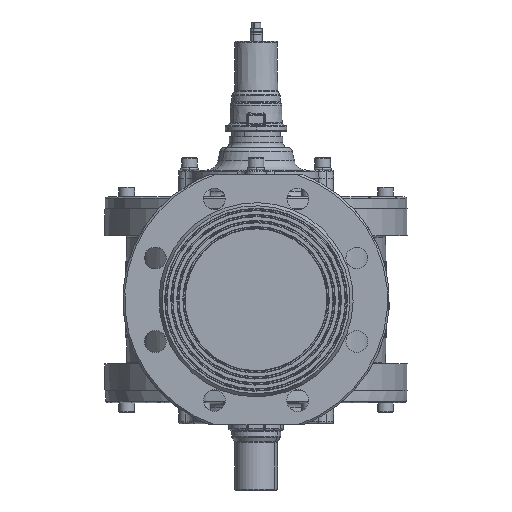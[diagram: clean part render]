
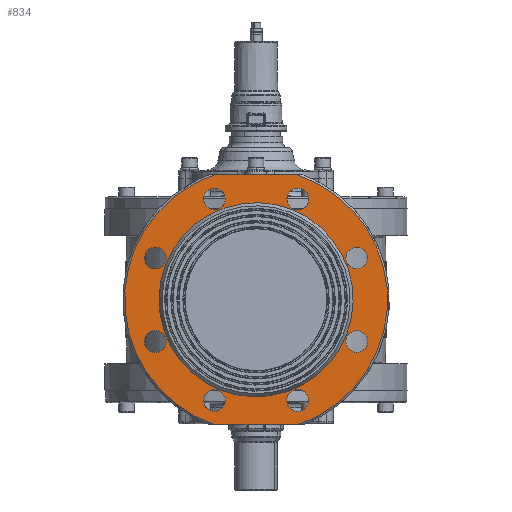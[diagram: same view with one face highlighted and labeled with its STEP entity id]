
A CAD part, front view. The second image highlights one B-rep face of the part: STEP entity #834.
In plain terms, the highlighted planar face has unit normal (0, -1, 0).
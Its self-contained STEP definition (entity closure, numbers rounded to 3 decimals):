
#597=CARTESIAN_POINT('Vertex',(-38.401,-170.5,70.293)) ;
#600=CARTESIAN_POINT('Axis2P3D Location',(0.,-170.5,0.)) ;
#604=CARTESIAN_POINT('Vertex',(38.401,-170.5,-70.293)) ;
#619=CARTESIAN_POINT('Axis2P3D Location',(0.,-170.5,0.)) ;
#631=CARTESIAN_POINT('Axis2P3D Location',(0.,-170.5,108.5)) ;
#636=CARTESIAN_POINT('Axis2P3D Location',(0.,-170.5,0.)) ;
#640=CARTESIAN_POINT('Vertex',(-34.106,-170.5,103.)) ;
#642=CARTESIAN_POINT('Vertex',(-52.018,-170.5,95.218)) ;
#645=CARTESIAN_POINT('Axis2P3D Location',(0.,-170.5,0.)) ;
#649=CARTESIAN_POINT('Vertex',(-34.106,-170.5,-103.)) ;
#652=CARTESIAN_POINT('Line Origine',(0.,-170.5,-103.)) ;
#656=CARTESIAN_POINT('Vertex',(34.106,-170.5,-103.)) ;
#659=CARTESIAN_POINT('Axis2P3D Location',(0.,-170.5,0.)) ;
#663=CARTESIAN_POINT('Vertex',(52.018,-170.5,-95.218)) ;
#666=CARTESIAN_POINT('Axis2P3D Location',(0.,-170.5,0.)) ;
#670=CARTESIAN_POINT('Vertex',(34.106,-170.5,103.)) ;
#673=CARTESIAN_POINT('Line Origine',(0.,-170.5,103.)) ;
#690=CARTESIAN_POINT('Axis2P3D Location',(34.442,-170.5,83.149)) ;
#694=CARTESIAN_POINT('Vertex',(34.41,-170.5,74.149)) ;
#696=CARTESIAN_POINT('Vertex',(34.473,-170.5,92.149)) ;
#699=CARTESIAN_POINT('Axis2P3D Location',(34.442,-170.5,83.149)) ;
#708=CARTESIAN_POINT('Axis2P3D Location',(-83.149,-170.5,-34.442)) ;
#712=CARTESIAN_POINT('Vertex',(-76.763,-170.5,-28.1)) ;
#714=CARTESIAN_POINT('Vertex',(-89.535,-170.5,-40.783)) ;
#717=CARTESIAN_POINT('Axis2P3D Location',(-83.149,-170.5,-34.442)) ;
#726=CARTESIAN_POINT('Axis2P3D Location',(-83.149,-170.5,34.442)) ;
#730=CARTESIAN_POINT('Vertex',(-74.149,-170.5,34.41)) ;
#732=CARTESIAN_POINT('Vertex',(-92.149,-170.5,34.473)) ;
#735=CARTESIAN_POINT('Axis2P3D Location',(-83.149,-170.5,34.442)) ;
#744=CARTESIAN_POINT('Axis2P3D Location',(-34.442,-170.5,83.149)) ;
#748=CARTESIAN_POINT('Vertex',(-28.1,-170.5,76.763)) ;
#750=CARTESIAN_POINT('Vertex',(-40.783,-170.5,89.535)) ;
#753=CARTESIAN_POINT('Axis2P3D Location',(-34.442,-170.5,83.149)) ;
#762=CARTESIAN_POINT('Axis2P3D Location',(83.149,-170.5,34.442)) ;
#766=CARTESIAN_POINT('Vertex',(76.763,-170.5,28.1)) ;
#768=CARTESIAN_POINT('Vertex',(89.535,-170.5,40.783)) ;
#771=CARTESIAN_POINT('Axis2P3D Location',(83.149,-170.5,34.442)) ;
#780=CARTESIAN_POINT('Axis2P3D Location',(83.149,-170.5,-34.442)) ;
#784=CARTESIAN_POINT('Vertex',(74.149,-170.5,-34.41)) ;
#786=CARTESIAN_POINT('Vertex',(92.149,-170.5,-34.473)) ;
#789=CARTESIAN_POINT('Axis2P3D Location',(83.149,-170.5,-34.442)) ;
#798=CARTESIAN_POINT('Axis2P3D Location',(34.442,-170.5,-83.149)) ;
#802=CARTESIAN_POINT('Vertex',(28.1,-170.5,-76.763)) ;
#804=CARTESIAN_POINT('Vertex',(40.783,-170.5,-89.535)) ;
#807=CARTESIAN_POINT('Axis2P3D Location',(34.442,-170.5,-83.149)) ;
#816=CARTESIAN_POINT('Axis2P3D Location',(-34.442,-170.5,-83.149)) ;
#820=CARTESIAN_POINT('Vertex',(-34.41,-170.5,-74.149)) ;
#822=CARTESIAN_POINT('Vertex',(-34.473,-170.5,-92.149)) ;
#825=CARTESIAN_POINT('Axis2P3D Location',(-34.442,-170.5,-83.149)) ;
#654=VECTOR('Line Direction',#653,1.) ;
#675=VECTOR('Line Direction',#674,1.) ;
#601=DIRECTION('Axis2P3D Direction',(0.,1.,-0.)) ;
#620=DIRECTION('Axis2P3D Direction',(0.,1.,-0.)) ;
#632=DIRECTION('Axis2P3D Direction',(0.,-1.,0.)) ;
#633=DIRECTION('Axis2P3D XDirection',(1.,0.,0.)) ;
#637=DIRECTION('Axis2P3D Direction',(0.,-1.,0.)) ;
#646=DIRECTION('Axis2P3D Direction',(0.,-1.,0.)) ;
#653=DIRECTION('Vector Direction',(-1.,0.,0.)) ;
#660=DIRECTION('Axis2P3D Direction',(0.,-1.,0.)) ;
#667=DIRECTION('Axis2P3D Direction',(0.,-1.,0.)) ;
#674=DIRECTION('Vector Direction',(-1.,0.,0.)) ;
#691=DIRECTION('Axis2P3D Direction',(0.,-1.,0.)) ;
#700=DIRECTION('Axis2P3D Direction',(0.,-1.,0.)) ;
#709=DIRECTION('Axis2P3D Direction',(0.,-1.,0.)) ;
#718=DIRECTION('Axis2P3D Direction',(0.,-1.,0.)) ;
#727=DIRECTION('Axis2P3D Direction',(0.,-1.,0.)) ;
#736=DIRECTION('Axis2P3D Direction',(0.,-1.,0.)) ;
#745=DIRECTION('Axis2P3D Direction',(0.,-1.,0.)) ;
#754=DIRECTION('Axis2P3D Direction',(0.,-1.,0.)) ;
#763=DIRECTION('Axis2P3D Direction',(0.,-1.,0.)) ;
#772=DIRECTION('Axis2P3D Direction',(0.,-1.,0.)) ;
#781=DIRECTION('Axis2P3D Direction',(0.,-1.,0.)) ;
#790=DIRECTION('Axis2P3D Direction',(0.,-1.,0.)) ;
#799=DIRECTION('Axis2P3D Direction',(0.,-1.,0.)) ;
#808=DIRECTION('Axis2P3D Direction',(0.,-1.,0.)) ;
#817=DIRECTION('Axis2P3D Direction',(0.,-1.,0.)) ;
#826=DIRECTION('Axis2P3D Direction',(0.,-1.,0.)) ;
#602=AXIS2_PLACEMENT_3D('Circle Axis2P3D',#600,#601,$) ;
#621=AXIS2_PLACEMENT_3D('Circle Axis2P3D',#619,#620,$) ;
#634=AXIS2_PLACEMENT_3D('Plane Axis2P3D',#631,#632,#633) ;
#638=AXIS2_PLACEMENT_3D('Circle Axis2P3D',#636,#637,$) ;
#647=AXIS2_PLACEMENT_3D('Circle Axis2P3D',#645,#646,$) ;
#661=AXIS2_PLACEMENT_3D('Circle Axis2P3D',#659,#660,$) ;
#668=AXIS2_PLACEMENT_3D('Circle Axis2P3D',#666,#667,$) ;
#692=AXIS2_PLACEMENT_3D('Circle Axis2P3D',#690,#691,$) ;
#701=AXIS2_PLACEMENT_3D('Circle Axis2P3D',#699,#700,$) ;
#710=AXIS2_PLACEMENT_3D('Circle Axis2P3D',#708,#709,$) ;
#719=AXIS2_PLACEMENT_3D('Circle Axis2P3D',#717,#718,$) ;
#728=AXIS2_PLACEMENT_3D('Circle Axis2P3D',#726,#727,$) ;
#737=AXIS2_PLACEMENT_3D('Circle Axis2P3D',#735,#736,$) ;
#746=AXIS2_PLACEMENT_3D('Circle Axis2P3D',#744,#745,$) ;
#755=AXIS2_PLACEMENT_3D('Circle Axis2P3D',#753,#754,$) ;
#764=AXIS2_PLACEMENT_3D('Circle Axis2P3D',#762,#763,$) ;
#773=AXIS2_PLACEMENT_3D('Circle Axis2P3D',#771,#772,$) ;
#782=AXIS2_PLACEMENT_3D('Circle Axis2P3D',#780,#781,$) ;
#791=AXIS2_PLACEMENT_3D('Circle Axis2P3D',#789,#790,$) ;
#800=AXIS2_PLACEMENT_3D('Circle Axis2P3D',#798,#799,$) ;
#809=AXIS2_PLACEMENT_3D('Circle Axis2P3D',#807,#808,$) ;
#818=AXIS2_PLACEMENT_3D('Circle Axis2P3D',#816,#817,$) ;
#827=AXIS2_PLACEMENT_3D('Circle Axis2P3D',#825,#826,$) ;
#655=LINE('Line',#652,#654) ;
#676=LINE('Line',#673,#675) ;
#603=CIRCLE('generated circle',#602,80.098) ;
#622=CIRCLE('generated circle',#621,80.098) ;
#639=CIRCLE('generated circle',#638,108.5) ;
#648=CIRCLE('generated circle',#647,108.5) ;
#662=CIRCLE('generated circle',#661,108.5) ;
#669=CIRCLE('generated circle',#668,108.5) ;
#693=CIRCLE('generated circle',#692,9.) ;
#702=CIRCLE('generated circle',#701,9.) ;
#711=CIRCLE('generated circle',#710,9.) ;
#720=CIRCLE('generated circle',#719,9.) ;
#729=CIRCLE('generated circle',#728,9.) ;
#738=CIRCLE('generated circle',#737,9.) ;
#747=CIRCLE('generated circle',#746,9.) ;
#756=CIRCLE('generated circle',#755,9.) ;
#765=CIRCLE('generated circle',#764,9.) ;
#774=CIRCLE('generated circle',#773,9.) ;
#783=CIRCLE('generated circle',#782,9.) ;
#792=CIRCLE('generated circle',#791,9.) ;
#801=CIRCLE('generated circle',#800,9.) ;
#810=CIRCLE('generated circle',#809,9.) ;
#819=CIRCLE('generated circle',#818,9.) ;
#828=CIRCLE('generated circle',#827,9.) ;
#635=PLANE('',#634) ;
#689=FACE_BOUND('',#686,.T.) ;
#707=FACE_BOUND('',#704,.T.) ;
#725=FACE_BOUND('',#722,.T.) ;
#743=FACE_BOUND('',#740,.T.) ;
#761=FACE_BOUND('',#758,.T.) ;
#779=FACE_BOUND('',#776,.T.) ;
#797=FACE_BOUND('',#794,.T.) ;
#815=FACE_BOUND('',#812,.T.) ;
#833=FACE_BOUND('',#830,.T.) ;
#606=EDGE_CURVE('',#598,#605,#603,.F.) ;
#623=EDGE_CURVE('',#605,#598,#622,.F.) ;
#644=EDGE_CURVE('',#641,#643,#639,.T.) ;
#651=EDGE_CURVE('',#643,#650,#648,.T.) ;
#658=EDGE_CURVE('',#657,#650,#655,.T.) ;
#665=EDGE_CURVE('',#657,#664,#662,.T.) ;
#672=EDGE_CURVE('',#664,#671,#669,.T.) ;
#677=EDGE_CURVE('',#671,#641,#676,.T.) ;
#698=EDGE_CURVE('',#695,#697,#693,.T.) ;
#703=EDGE_CURVE('',#697,#695,#702,.T.) ;
#716=EDGE_CURVE('',#713,#715,#711,.T.) ;
#721=EDGE_CURVE('',#715,#713,#720,.T.) ;
#734=EDGE_CURVE('',#731,#733,#729,.T.) ;
#739=EDGE_CURVE('',#733,#731,#738,.T.) ;
#752=EDGE_CURVE('',#749,#751,#747,.T.) ;
#757=EDGE_CURVE('',#751,#749,#756,.T.) ;
#770=EDGE_CURVE('',#767,#769,#765,.T.) ;
#775=EDGE_CURVE('',#769,#767,#774,.T.) ;
#788=EDGE_CURVE('',#785,#787,#783,.T.) ;
#793=EDGE_CURVE('',#787,#785,#792,.T.) ;
#806=EDGE_CURVE('',#803,#805,#801,.T.) ;
#811=EDGE_CURVE('',#805,#803,#810,.T.) ;
#824=EDGE_CURVE('',#821,#823,#819,.T.) ;
#829=EDGE_CURVE('',#823,#821,#828,.T.) ;
#679=ORIENTED_EDGE('',*,*,#644,.T.) ;
#680=ORIENTED_EDGE('',*,*,#651,.T.) ;
#681=ORIENTED_EDGE('',*,*,#658,.F.) ;
#682=ORIENTED_EDGE('',*,*,#665,.T.) ;
#683=ORIENTED_EDGE('',*,*,#672,.T.) ;
#684=ORIENTED_EDGE('',*,*,#677,.T.) ;
#687=ORIENTED_EDGE('',*,*,#606,.F.) ;
#688=ORIENTED_EDGE('',*,*,#623,.F.) ;
#705=ORIENTED_EDGE('',*,*,#698,.F.) ;
#706=ORIENTED_EDGE('',*,*,#703,.F.) ;
#723=ORIENTED_EDGE('',*,*,#716,.F.) ;
#724=ORIENTED_EDGE('',*,*,#721,.F.) ;
#741=ORIENTED_EDGE('',*,*,#734,.F.) ;
#742=ORIENTED_EDGE('',*,*,#739,.F.) ;
#759=ORIENTED_EDGE('',*,*,#752,.F.) ;
#760=ORIENTED_EDGE('',*,*,#757,.F.) ;
#777=ORIENTED_EDGE('',*,*,#770,.F.) ;
#778=ORIENTED_EDGE('',*,*,#775,.F.) ;
#795=ORIENTED_EDGE('',*,*,#788,.F.) ;
#796=ORIENTED_EDGE('',*,*,#793,.F.) ;
#813=ORIENTED_EDGE('',*,*,#806,.F.) ;
#814=ORIENTED_EDGE('',*,*,#811,.F.) ;
#831=ORIENTED_EDGE('',*,*,#824,.F.) ;
#832=ORIENTED_EDGE('',*,*,#829,.F.) ;
#678=EDGE_LOOP('',(#679,#680,#681,#682,#683,#684)) ;
#686=EDGE_LOOP('',(#687,#688)) ;
#704=EDGE_LOOP('',(#705,#706)) ;
#722=EDGE_LOOP('',(#723,#724)) ;
#740=EDGE_LOOP('',(#741,#742)) ;
#758=EDGE_LOOP('',(#759,#760)) ;
#776=EDGE_LOOP('',(#777,#778)) ;
#794=EDGE_LOOP('',(#795,#796)) ;
#812=EDGE_LOOP('',(#813,#814)) ;
#830=EDGE_LOOP('',(#831,#832)) ;
#598=VERTEX_POINT('',#597) ;
#605=VERTEX_POINT('',#604) ;
#641=VERTEX_POINT('',#640) ;
#643=VERTEX_POINT('',#642) ;
#650=VERTEX_POINT('',#649) ;
#657=VERTEX_POINT('',#656) ;
#664=VERTEX_POINT('',#663) ;
#671=VERTEX_POINT('',#670) ;
#695=VERTEX_POINT('',#694) ;
#697=VERTEX_POINT('',#696) ;
#713=VERTEX_POINT('',#712) ;
#715=VERTEX_POINT('',#714) ;
#731=VERTEX_POINT('',#730) ;
#733=VERTEX_POINT('',#732) ;
#749=VERTEX_POINT('',#748) ;
#751=VERTEX_POINT('',#750) ;
#767=VERTEX_POINT('',#766) ;
#769=VERTEX_POINT('',#768) ;
#785=VERTEX_POINT('',#784) ;
#787=VERTEX_POINT('',#786) ;
#803=VERTEX_POINT('',#802) ;
#805=VERTEX_POINT('',#804) ;
#821=VERTEX_POINT('',#820) ;
#823=VERTEX_POINT('',#822) ;
#834=ADVANCED_FACE('PartBody',(#685,#689,#707,#725,#743,#761,#779,#797,#815,#833),#635,.T.) ;
#685=FACE_OUTER_BOUND('',#678,.T.) ;
